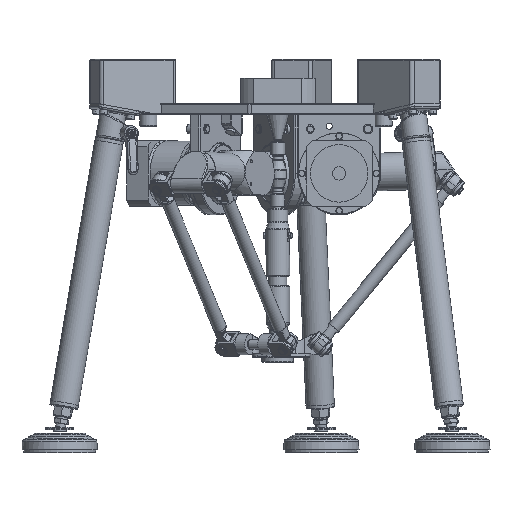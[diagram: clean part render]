
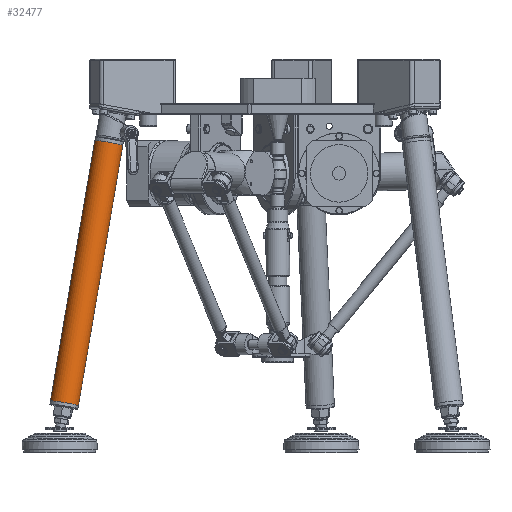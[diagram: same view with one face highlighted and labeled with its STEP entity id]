
A CAD part, front view. The second image highlights one B-rep face of the part: STEP entity #32477.
In plain terms, the highlighted cylindrical face has radius 15 mm (diameter 30 mm), a full revolution.
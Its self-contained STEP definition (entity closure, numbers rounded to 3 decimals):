
#3258=CIRCLE('',#35911,15.);
#3259=CIRCLE('',#35913,15.);
#4037=CYLINDRICAL_SURFACE('',#36318,15.);
#5827=FACE_OUTER_BOUND('',#7936,.T.);
#7936=EDGE_LOOP('',(#29330,#29331,#29332,#29333));
#10508=LINE('',#67637,#13069);
#13069=VECTOR('',#45563,15.);
#15577=VERTEX_POINT('',#62963);
#15578=VERTEX_POINT('',#62967);
#19841=EDGE_CURVE('',#15577,#15577,#3258,.T.);
#19842=EDGE_CURVE('',#15578,#15578,#3259,.T.);
#20426=EDGE_CURVE('',#15577,#15578,#10508,.T.);
#29330=ORIENTED_EDGE('',*,*,#19841,.T.);
#29331=ORIENTED_EDGE('',*,*,#20426,.T.);
#29332=ORIENTED_EDGE('',*,*,#19842,.T.);
#29333=ORIENTED_EDGE('',*,*,#20426,.F.);
#32477=ADVANCED_FACE('',(#5827),#4037,.T.);
#35911=AXIS2_PLACEMENT_3D('',#62965,#44450,#44451);
#35913=AXIS2_PLACEMENT_3D('',#62968,#44454,#44455);
#36318=AXIS2_PLACEMENT_3D('',#67636,#45561,#45562);
#44450=DIRECTION('center_axis',(0.174,0.,
-0.985));
#44451=DIRECTION('ref_axis',(0.781,0.61,0.138));
#44454=DIRECTION('center_axis',(-0.174,0.,0.985));
#44455=DIRECTION('ref_axis',(0.781,0.61,0.138));
#45561=DIRECTION('center_axis',(-0.174,0.,
0.985));
#45562=DIRECTION('ref_axis',(0.781,0.61,0.138));
#45563=DIRECTION('',(0.174,0.,-0.985));
#62963=CARTESIAN_POINT('',(14.732,-9.146,-32.726));
#62965=CARTESIAN_POINT('Origin',(26.44,0.,
-30.662));
#62967=CARTESIAN_POINT('',(63.354,-9.146,-308.473));
#62968=CARTESIAN_POINT('Origin',(75.062,0.,
-306.408));
#67636=CARTESIAN_POINT('Origin',(75.062,0.,
-306.408));
#67637=CARTESIAN_POINT('',(63.354,-9.146,-308.473));
